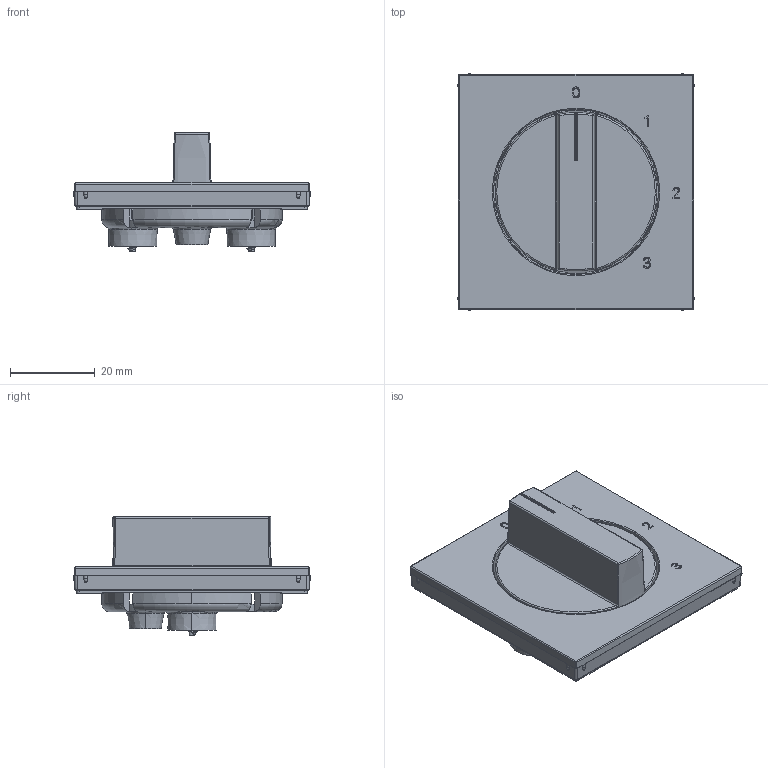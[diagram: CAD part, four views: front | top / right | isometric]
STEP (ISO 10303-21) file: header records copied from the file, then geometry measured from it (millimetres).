
FILE_DESCRIPTION((''),'2;1');
FILE_NAME('WAF1315_GEN_ASM','2025-03-19T11:26:01',('andolfs'),(''),'CREO PARAMETRIC BY PTC INC, 2023154','CREO PARAMETRIC BY PTC INC, 2023154','');
FILE_SCHEMA(('AUTOMOTIVE_DESIGN { 1 0 10303 214 1 1 1 1 }'));
Products named in the file (7): W4G0140_18; W3A0349_GEN; 9024171_GEN; 9003656000; KLEMMRING_1000003495_PAE_000_AA; 9002536000_PT-S_1000000837_PAE_000_AA; WAF1315_GEN_ASM
Assembly tree (7 placements, depth 2):
  WAF1315_GEN_ASM
    W4G0140_18
    W3A0349_GEN
    9024171_GEN
    9003656000
    KLEMMRING_1000003495_PAE_000_AA
    9002536000_PT-S_1000000837_PAE_000_AA  x2
Bounding box: 55.9 x 55.9 x 27.95 mm (x, y, z)
Volume: 15356.9 mm3; surface area: 17745.7 mm2
Topology: 13 solids, 17 shells, 1532 faces, 4182 edges, 2723 vertices
Faces by surface type: plane 1060, cylinder 199, extrusion 91, bspline 60, torus 54, cone 48, sphere 20
Entity records: 64295 total; most frequent: CARTESIAN_POINT 16289, ORIENTED_EDGE 8044, DIRECTION 6848, EDGE_CURVE 4042, VECTOR 3080, LINE 2989, VERTEX_POINT 2648, PRESENTATION_STYLE_ASSIGNMENT 2519
